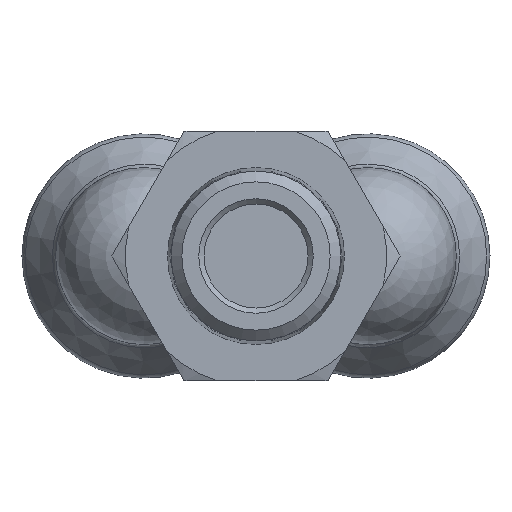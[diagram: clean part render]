
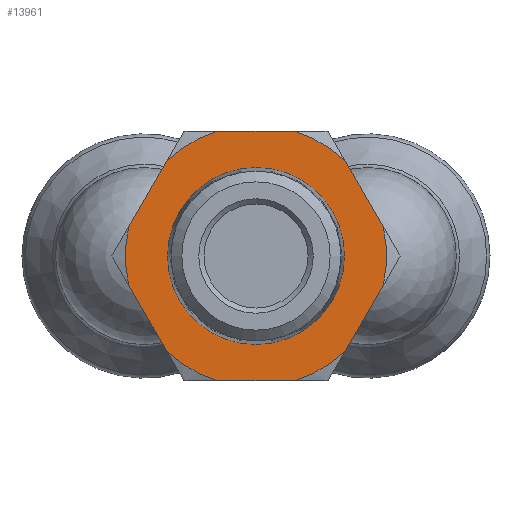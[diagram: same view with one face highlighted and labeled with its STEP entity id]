
A CAD part, front view. The second image highlights one B-rep face of the part: STEP entity #13961.
In plain terms, the highlighted face is planar.
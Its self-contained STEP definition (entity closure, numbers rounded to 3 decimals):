
#13624=CARTESIAN_POINT('',(-24.45,-12.241,2.799));
#13625=VERTEX_POINT('',#13624);
#13641=CARTESIAN_POINT('',(-24.45,-12.241,-2.799));
#13642=VERTEX_POINT('',#13641);
#13643=CARTESIAN_POINT('',(-24.45,0.,0.0));
#13644=DIRECTION('',(-1.0,0.0,0.0));
#13645=DIRECTION('',(0.0,1.0,0.0));
#13646=AXIS2_PLACEMENT_3D('',#13643,#13644,#13645);
#13647=CIRCLE('',#13646,12.556);
#13648=EDGE_CURVE('',#13642,#13625,#13647,.T.);
#13673=CARTESIAN_POINT('',(-24.45,-8.544,9.201));
#13674=VERTEX_POINT('',#13673);
#13688=CARTESIAN_POINT('',(-24.45,-3.696,12.0));
#13689=VERTEX_POINT('',#13688);
#13703=CARTESIAN_POINT('',(-24.45,0.,0.0));
#13704=DIRECTION('',(-1.0,0.0,0.0));
#13705=DIRECTION('',(0.0,1.0,0.0));
#13706=AXIS2_PLACEMENT_3D('',#13703,#13704,#13705);
#13707=CIRCLE('',#13706,12.556);
#13708=EDGE_CURVE('',#13674,#13689,#13707,.T.);
#13720=CARTESIAN_POINT('',(-24.45,3.696,12.));
#13721=VERTEX_POINT('',#13720);
#13735=CARTESIAN_POINT('',(-24.45,8.544,9.201));
#13736=VERTEX_POINT('',#13735);
#13750=CARTESIAN_POINT('',(-24.45,0.,0.0));
#13751=DIRECTION('',(-1.0,0.0,0.0));
#13752=DIRECTION('',(0.0,1.0,0.0));
#13753=AXIS2_PLACEMENT_3D('',#13750,#13751,#13752);
#13754=CIRCLE('',#13753,12.556);
#13755=EDGE_CURVE('',#13721,#13736,#13754,.T.);
#13765=CARTESIAN_POINT('',(-24.45,-8.544,-9.201));
#13766=VERTEX_POINT('',#13765);
#13782=CARTESIAN_POINT('',(-24.45,-3.696,-12.0));
#13783=VERTEX_POINT('',#13782);
#13784=CARTESIAN_POINT('',(-24.45,0.,0.0));
#13785=DIRECTION('',(-1.0,0.0,0.0));
#13786=DIRECTION('',(0.0,1.0,0.0));
#13787=AXIS2_PLACEMENT_3D('',#13784,#13785,#13786);
#13788=CIRCLE('',#13787,12.556);
#13789=EDGE_CURVE('',#13783,#13766,#13788,.T.);
#13812=CARTESIAN_POINT('',(-24.45,3.696,-12.));
#13813=VERTEX_POINT('',#13812);
#13829=CARTESIAN_POINT('',(-24.45,8.544,-9.201));
#13830=VERTEX_POINT('',#13829);
#13831=CARTESIAN_POINT('',(-24.45,0.,0.0));
#13832=DIRECTION('',(-1.0,0.0,0.0));
#13833=DIRECTION('',(0.0,1.0,0.0));
#13834=AXIS2_PLACEMENT_3D('',#13831,#13832,#13833);
#13835=CIRCLE('',#13834,12.556);
#13836=EDGE_CURVE('',#13830,#13813,#13835,.T.);
#13861=CARTESIAN_POINT('',(-24.45,12.241,2.799));
#13862=VERTEX_POINT('',#13861);
#13876=CARTESIAN_POINT('',(-24.45,12.241,-2.799));
#13877=VERTEX_POINT('',#13876);
#13891=CARTESIAN_POINT('',(-24.45,0.,0.0));
#13892=DIRECTION('',(-1.0,0.0,0.0));
#13893=DIRECTION('',(0.0,1.0,0.0));
#13894=AXIS2_PLACEMENT_3D('',#13891,#13892,#13893);
#13895=CIRCLE('',#13894,12.556);
#13896=EDGE_CURVE('',#13862,#13877,#13895,.T.);
#13901=CARTESIAN_POINT('',(-24.45,10.25,0.0));
#13902=DIRECTION('',(-1.0,0.0,0.0));
#13903=DIRECTION('',(0.0,0.0,1.0));
#13904=AXIS2_PLACEMENT_3D('',#13901,#13902,#13903);
#13905=PLANE('',#13904);
#13906=ORIENTED_EDGE('',*,*,#13896,.T.);
#13907=CARTESIAN_POINT('',(-24.45,8.544,-9.201));
#13908=DIRECTION('',(0.0,0.5,0.866));
#13909=VECTOR('',#13908,7.393);
#13910=LINE('',#13907,#13909);
#13911=EDGE_CURVE('',#13830,#13877,#13910,.T.);
#13912=ORIENTED_EDGE('',*,*,#13911,.F.);
#13913=ORIENTED_EDGE('',*,*,#13836,.T.);
#13914=CARTESIAN_POINT('',(-24.45,-3.696,-12.));
#13915=DIRECTION('',(0.0,1.0,0.0));
#13916=VECTOR('',#13915,7.393);
#13917=LINE('',#13914,#13916);
#13918=EDGE_CURVE('',#13783,#13813,#13917,.T.);
#13919=ORIENTED_EDGE('',*,*,#13918,.F.);
#13920=ORIENTED_EDGE('',*,*,#13789,.T.);
#13921=CARTESIAN_POINT('',(-24.45,-12.241,-2.799));
#13922=DIRECTION('',(0.0,0.5,-0.866));
#13923=VECTOR('',#13922,7.393);
#13924=LINE('',#13921,#13923);
#13925=EDGE_CURVE('',#13642,#13766,#13924,.T.);
#13926=ORIENTED_EDGE('',*,*,#13925,.F.);
#13927=ORIENTED_EDGE('',*,*,#13648,.T.);
#13928=CARTESIAN_POINT('',(-24.45,-8.544,9.201));
#13929=DIRECTION('',(0.0,-0.5,-0.866));
#13930=VECTOR('',#13929,7.393);
#13931=LINE('',#13928,#13930);
#13932=EDGE_CURVE('',#13674,#13625,#13931,.T.);
#13933=ORIENTED_EDGE('',*,*,#13932,.F.);
#13934=ORIENTED_EDGE('',*,*,#13708,.T.);
#13935=CARTESIAN_POINT('',(-24.45,3.696,12.));
#13936=DIRECTION('',(0.0,-1.0,0.0));
#13937=VECTOR('',#13936,7.393);
#13938=LINE('',#13935,#13937);
#13939=EDGE_CURVE('',#13721,#13689,#13938,.T.);
#13940=ORIENTED_EDGE('',*,*,#13939,.F.);
#13941=ORIENTED_EDGE('',*,*,#13755,.T.);
#13942=CARTESIAN_POINT('',(-24.45,12.241,2.799));
#13943=DIRECTION('',(0.0,-0.5,0.866));
#13944=VECTOR('',#13943,7.393);
#13945=LINE('',#13942,#13944);
#13946=EDGE_CURVE('',#13862,#13736,#13945,.T.);
#13947=ORIENTED_EDGE('',*,*,#13946,.F.);
#13948=EDGE_LOOP('',(#13906,#13912,#13913,#13919,#13920,#13926,#13927,#13933,#13934,#13940,#13941,#13947));
#13949=FACE_OUTER_BOUND('',#13948,.T.);
#13950=CARTESIAN_POINT('',(-24.45,8.5,0.0));
#13951=VERTEX_POINT('',#13950);
#13952=CARTESIAN_POINT('',(-24.45,0.,0.0));
#13953=DIRECTION('',(1.0,0.0,0.0));
#13954=DIRECTION('',(0.0,1.0,0.0));
#13955=AXIS2_PLACEMENT_3D('',#13952,#13953,#13954);
#13956=CIRCLE('',#13955,8.5);
#13957=EDGE_CURVE('',#13951,#13951,#13956,.T.);
#13958=ORIENTED_EDGE('',*,*,#13957,.T.);
#13959=EDGE_LOOP('',(#13958));
#13960=FACE_BOUND('',#13959,.T.);
#13961=ADVANCED_FACE('',(#13949,#13960),#13905,.T.);
